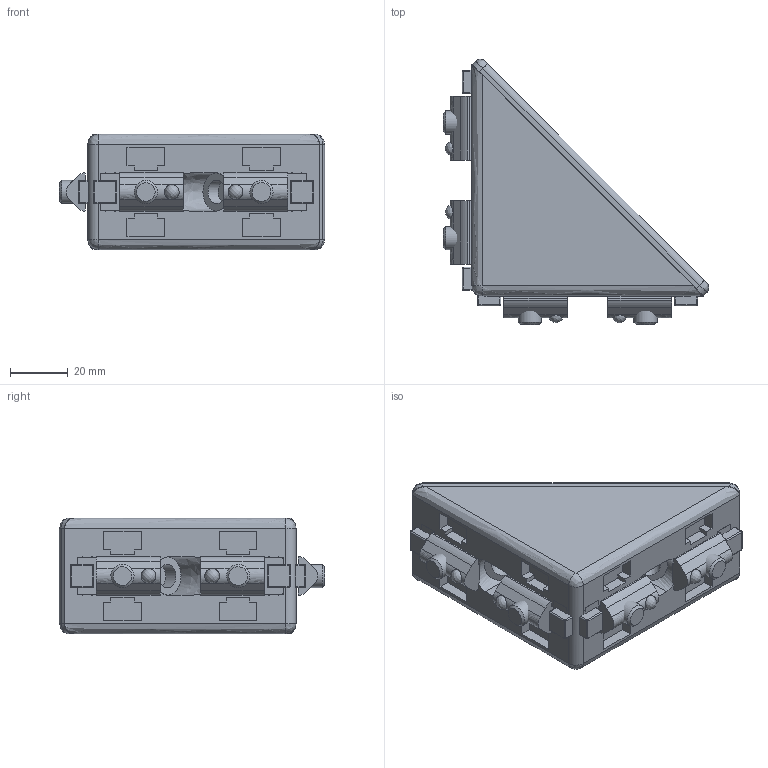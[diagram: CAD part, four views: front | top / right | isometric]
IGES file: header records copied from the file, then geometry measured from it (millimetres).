
Global section: file name: SZ0972N_A; native system: Autodesk Inventor 2015; preprocessor: unknown; author: Behrens; date: 20151119.154546; units: millimetre
Bounding box: 91.76 x 91.74 x 40 mm (x, y, z)
Volume: 71987.6 mm3; surface area: 52293.4 mm2
Topology: 26 solids, 26 shells, 763 faces, 2035 edges, 1336 vertices
Faces by surface type: bspline 763
